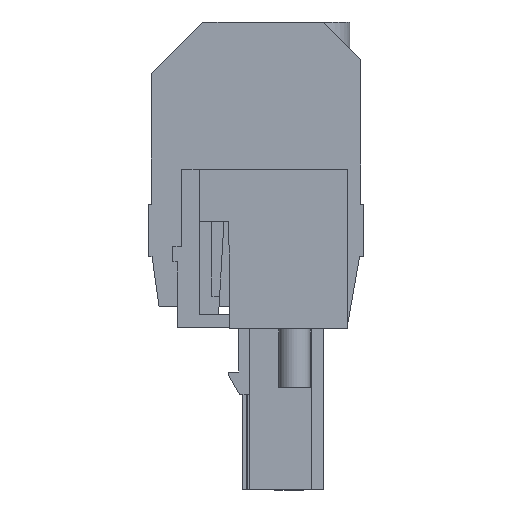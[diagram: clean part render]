
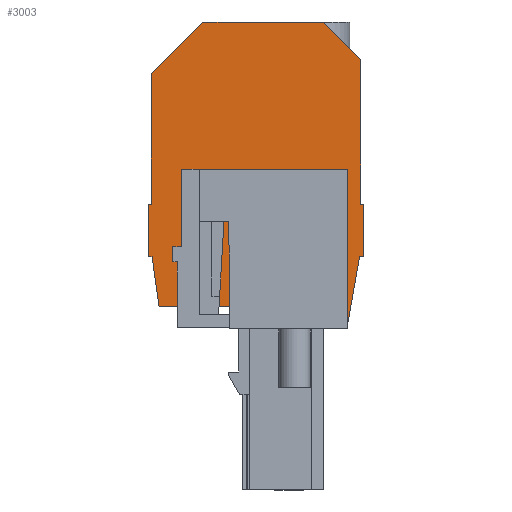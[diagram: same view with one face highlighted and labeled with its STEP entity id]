
A CAD part, left-side view. The second image highlights one B-rep face of the part: STEP entity #3003.
In plain terms, the highlighted planar face has unit normal (-1, 0, 0).
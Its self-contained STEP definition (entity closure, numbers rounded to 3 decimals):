
#2872=AXIS2_PLACEMENT_3D('Plane Axis2P3D',#2869,#2870,#2871) ;
#111=CARTESIAN_POINT('Vertex',(7.17,20.3,39.764)) ;
#127=CARTESIAN_POINT('Vertex',(7.17,20.3,27.3)) ;
#130=CARTESIAN_POINT('Line Origine',(7.17,20.3,33.532)) ;
#247=CARTESIAN_POINT('Vertex',(7.17,0.3,27.3)) ;
#438=CARTESIAN_POINT('Vertex',(7.17,0.3,41.114)) ;
#441=CARTESIAN_POINT('Line Origine',(7.17,0.3,34.207)) ;
#2201=CARTESIAN_POINT('Vertex',(7.17,0.404,22.3)) ;
#2204=CARTESIAN_POINT('Line Origine',(7.17,0.977,19.05)) ;
#2208=CARTESIAN_POINT('Vertex',(7.17,1.55,15.801)) ;
#2267=CARTESIAN_POINT('Vertex',(7.17,19.557,17.5)) ;
#2270=CARTESIAN_POINT('Line Origine',(7.17,19.895,19.9)) ;
#2274=CARTESIAN_POINT('Vertex',(7.17,20.232,22.3)) ;
#2734=CARTESIAN_POINT('Vertex',(7.17,3.886,44.7)) ;
#2737=CARTESIAN_POINT('Line Origine',(7.17,2.093,42.907)) ;
#2869=CARTESIAN_POINT('Axis2P3D Location',(7.17,0.,0.)) ;
#2874=CARTESIAN_POINT('Line Origine',(7.17,0.202,22.3)) ;
#2878=CARTESIAN_POINT('Vertex',(7.17,0.,22.3)) ;
#2881=CARTESIAN_POINT('Line Origine',(7.17,0.,24.8)) ;
#2885=CARTESIAN_POINT('Vertex',(7.17,0.,27.3)) ;
#2888=CARTESIAN_POINT('Line Origine',(7.17,0.15,27.3)) ;
#2893=CARTESIAN_POINT('Line Origine',(7.17,9.625,44.7)) ;
#2897=CARTESIAN_POINT('Vertex',(7.17,15.364,44.7)) ;
#2900=CARTESIAN_POINT('Line Origine',(7.17,17.832,42.232)) ;
#2905=CARTESIAN_POINT('Line Origine',(7.17,20.45,27.3)) ;
#2909=CARTESIAN_POINT('Vertex',(7.17,20.6,27.3)) ;
#2912=CARTESIAN_POINT('Line Origine',(7.17,20.6,24.8)) ;
#2916=CARTESIAN_POINT('Vertex',(7.17,20.6,22.3)) ;
#2919=CARTESIAN_POINT('Line Origine',(7.17,20.416,22.3)) ;
#2924=CARTESIAN_POINT('Line Origine',(7.17,16.205,17.5)) ;
#2928=CARTESIAN_POINT('Vertex',(7.17,12.853,17.5)) ;
#2931=CARTESIAN_POINT('Line Origine',(7.17,12.882,24.06)) ;
#2935=CARTESIAN_POINT('Vertex',(7.17,12.91,30.62)) ;
#2938=CARTESIAN_POINT('Line Origine',(7.17,7.23,30.62)) ;
#2942=CARTESIAN_POINT('Vertex',(7.17,1.55,30.62)) ;
#2945=CARTESIAN_POINT('Line Origine',(7.17,1.55,23.21)) ;
#2969=CARTESIAN_POINT('Line Origine',(7.17,14.71,28.12)) ;
#2973=CARTESIAN_POINT('Vertex',(7.17,14.71,25.62)) ;
#2975=CARTESIAN_POINT('Vertex',(7.17,14.71,30.62)) ;
#2978=CARTESIAN_POINT('Line Origine',(7.17,15.21,25.62)) ;
#2982=CARTESIAN_POINT('Vertex',(7.17,15.71,25.62)) ;
#2985=CARTESIAN_POINT('Line Origine',(7.17,15.71,28.12)) ;
#2989=CARTESIAN_POINT('Vertex',(7.17,15.71,30.62)) ;
#2992=CARTESIAN_POINT('Line Origine',(7.17,15.21,30.62)) ;
#131=DIRECTION('Vector Direction',(0.,0.,1.)) ;
#442=DIRECTION('Vector Direction',(0.,0.,-1.)) ;
#2205=DIRECTION('Vector Direction',(0.,0.174,-0.985)) ;
#2271=DIRECTION('Vector Direction',(0.,-0.139,-0.99)) ;
#2738=DIRECTION('Vector Direction',(0.,0.707,0.707)) ;
#2870=DIRECTION('Axis2P3D Direction',(-1.,0.,0.)) ;
#2871=DIRECTION('Axis2P3D XDirection',(0.,0.,1.)) ;
#2875=DIRECTION('Vector Direction',(0.,-1.,0.)) ;
#2882=DIRECTION('Vector Direction',(0.,0.,1.)) ;
#2889=DIRECTION('Vector Direction',(0.,1.,0.)) ;
#2894=DIRECTION('Vector Direction',(0.,1.,0.)) ;
#2901=DIRECTION('Vector Direction',(0.,0.707,-0.707)) ;
#2906=DIRECTION('Vector Direction',(0.,1.,0.)) ;
#2913=DIRECTION('Vector Direction',(0.,0.,-1.)) ;
#2920=DIRECTION('Vector Direction',(0.,-1.,0.)) ;
#2925=DIRECTION('Vector Direction',(0.,-1.,0.)) ;
#2932=DIRECTION('Vector Direction',(0.,-0.004,-1.)) ;
#2939=DIRECTION('Vector Direction',(0.,1.,0.)) ;
#2946=DIRECTION('Vector Direction',(0.,0.,1.)) ;
#2970=DIRECTION('Vector Direction',(0.,0.,1.)) ;
#2979=DIRECTION('Vector Direction',(0.,1.,0.)) ;
#2986=DIRECTION('Vector Direction',(0.,0.,1.)) ;
#2993=DIRECTION('Vector Direction',(0.,1.,0.)) ;
#132=VECTOR('Line Direction',#131,1.) ;
#443=VECTOR('Line Direction',#442,1.) ;
#2206=VECTOR('Line Direction',#2205,1.) ;
#2272=VECTOR('Line Direction',#2271,1.) ;
#2739=VECTOR('Line Direction',#2738,1.) ;
#2876=VECTOR('Line Direction',#2875,1.) ;
#2883=VECTOR('Line Direction',#2882,1.) ;
#2890=VECTOR('Line Direction',#2889,1.) ;
#2895=VECTOR('Line Direction',#2894,1.) ;
#2902=VECTOR('Line Direction',#2901,1.) ;
#2907=VECTOR('Line Direction',#2906,1.) ;
#2914=VECTOR('Line Direction',#2913,1.) ;
#2921=VECTOR('Line Direction',#2920,1.) ;
#2926=VECTOR('Line Direction',#2925,1.) ;
#2933=VECTOR('Line Direction',#2932,1.) ;
#2940=VECTOR('Line Direction',#2939,1.) ;
#2947=VECTOR('Line Direction',#2946,1.) ;
#2971=VECTOR('Line Direction',#2970,1.) ;
#2980=VECTOR('Line Direction',#2979,1.) ;
#2987=VECTOR('Line Direction',#2986,1.) ;
#2994=VECTOR('Line Direction',#2993,1.) ;
#2951=ORIENTED_EDGE('',*,*,#2210,.T.) ;
#2952=ORIENTED_EDGE('',*,*,#2880,.T.) ;
#2953=ORIENTED_EDGE('',*,*,#2887,.T.) ;
#2954=ORIENTED_EDGE('',*,*,#2892,.T.) ;
#2955=ORIENTED_EDGE('',*,*,#445,.T.) ;
#2956=ORIENTED_EDGE('',*,*,#2741,.T.) ;
#2957=ORIENTED_EDGE('',*,*,#2899,.T.) ;
#2958=ORIENTED_EDGE('',*,*,#2904,.T.) ;
#2959=ORIENTED_EDGE('',*,*,#134,.T.) ;
#2960=ORIENTED_EDGE('',*,*,#2911,.T.) ;
#2961=ORIENTED_EDGE('',*,*,#2918,.T.) ;
#2962=ORIENTED_EDGE('',*,*,#2923,.T.) ;
#2963=ORIENTED_EDGE('',*,*,#2276,.T.) ;
#2964=ORIENTED_EDGE('',*,*,#2930,.T.) ;
#2965=ORIENTED_EDGE('',*,*,#2937,.F.) ;
#2966=ORIENTED_EDGE('',*,*,#2944,.F.) ;
#2967=ORIENTED_EDGE('',*,*,#2949,.F.) ;
#2998=ORIENTED_EDGE('',*,*,#2977,.F.) ;
#2999=ORIENTED_EDGE('',*,*,#2984,.T.) ;
#3000=ORIENTED_EDGE('',*,*,#2991,.T.) ;
#3001=ORIENTED_EDGE('',*,*,#2996,.F.) ;
#3002=FACE_BOUND('',#2997,.T.) ;
#3003=ADVANCED_FACE('housing',(#2968,#3002),#2873,.T.) ;
#134=EDGE_CURVE('',#112,#128,#133,.F.) ;
#445=EDGE_CURVE('',#248,#439,#444,.F.) ;
#2210=EDGE_CURVE('',#2209,#2202,#2207,.F.) ;
#2276=EDGE_CURVE('',#2275,#2268,#2273,.T.) ;
#2741=EDGE_CURVE('',#439,#2735,#2740,.T.) ;
#2880=EDGE_CURVE('',#2202,#2879,#2877,.T.) ;
#2887=EDGE_CURVE('',#2879,#2886,#2884,.T.) ;
#2892=EDGE_CURVE('',#2886,#248,#2891,.T.) ;
#2899=EDGE_CURVE('',#2735,#2898,#2896,.T.) ;
#2904=EDGE_CURVE('',#2898,#112,#2903,.T.) ;
#2911=EDGE_CURVE('',#128,#2910,#2908,.T.) ;
#2918=EDGE_CURVE('',#2910,#2917,#2915,.T.) ;
#2923=EDGE_CURVE('',#2917,#2275,#2922,.T.) ;
#2930=EDGE_CURVE('',#2268,#2929,#2927,.T.) ;
#2937=EDGE_CURVE('',#2936,#2929,#2934,.T.) ;
#2944=EDGE_CURVE('',#2943,#2936,#2941,.T.) ;
#2949=EDGE_CURVE('',#2209,#2943,#2948,.T.) ;
#2977=EDGE_CURVE('',#2974,#2976,#2972,.T.) ;
#2984=EDGE_CURVE('',#2974,#2983,#2981,.T.) ;
#2991=EDGE_CURVE('',#2983,#2990,#2988,.T.) ;
#2996=EDGE_CURVE('',#2976,#2990,#2995,.T.) ;
#2950=EDGE_LOOP('',(#2951,#2952,#2953,#2954,#2955,#2956,#2957,#2958,#2959,#2960,#2961,#2962,#2963,#2964,#2965,#2966,#2967)) ;
#2997=EDGE_LOOP('',(#2998,#2999,#3000,#3001)) ;
#2968=FACE_OUTER_BOUND('',#2950,.T.) ;
#133=LINE('Line',#130,#132) ;
#444=LINE('Line',#441,#443) ;
#2207=LINE('Line',#2204,#2206) ;
#2273=LINE('Line',#2270,#2272) ;
#2740=LINE('Line',#2737,#2739) ;
#2877=LINE('Line',#2874,#2876) ;
#2884=LINE('Line',#2881,#2883) ;
#2891=LINE('Line',#2888,#2890) ;
#2896=LINE('Line',#2893,#2895) ;
#2903=LINE('Line',#2900,#2902) ;
#2908=LINE('Line',#2905,#2907) ;
#2915=LINE('Line',#2912,#2914) ;
#2922=LINE('Line',#2919,#2921) ;
#2927=LINE('Line',#2924,#2926) ;
#2934=LINE('Line',#2931,#2933) ;
#2941=LINE('Line',#2938,#2940) ;
#2948=LINE('Line',#2945,#2947) ;
#2972=LINE('Line',#2969,#2971) ;
#2981=LINE('Line',#2978,#2980) ;
#2988=LINE('Line',#2985,#2987) ;
#2995=LINE('Line',#2992,#2994) ;
#2873=PLANE('',#2872) ;
#112=VERTEX_POINT('',#111) ;
#128=VERTEX_POINT('',#127) ;
#248=VERTEX_POINT('',#247) ;
#439=VERTEX_POINT('',#438) ;
#2202=VERTEX_POINT('',#2201) ;
#2209=VERTEX_POINT('',#2208) ;
#2268=VERTEX_POINT('',#2267) ;
#2275=VERTEX_POINT('',#2274) ;
#2735=VERTEX_POINT('',#2734) ;
#2879=VERTEX_POINT('',#2878) ;
#2886=VERTEX_POINT('',#2885) ;
#2898=VERTEX_POINT('',#2897) ;
#2910=VERTEX_POINT('',#2909) ;
#2917=VERTEX_POINT('',#2916) ;
#2929=VERTEX_POINT('',#2928) ;
#2936=VERTEX_POINT('',#2935) ;
#2943=VERTEX_POINT('',#2942) ;
#2974=VERTEX_POINT('',#2973) ;
#2976=VERTEX_POINT('',#2975) ;
#2983=VERTEX_POINT('',#2982) ;
#2990=VERTEX_POINT('',#2989) ;
